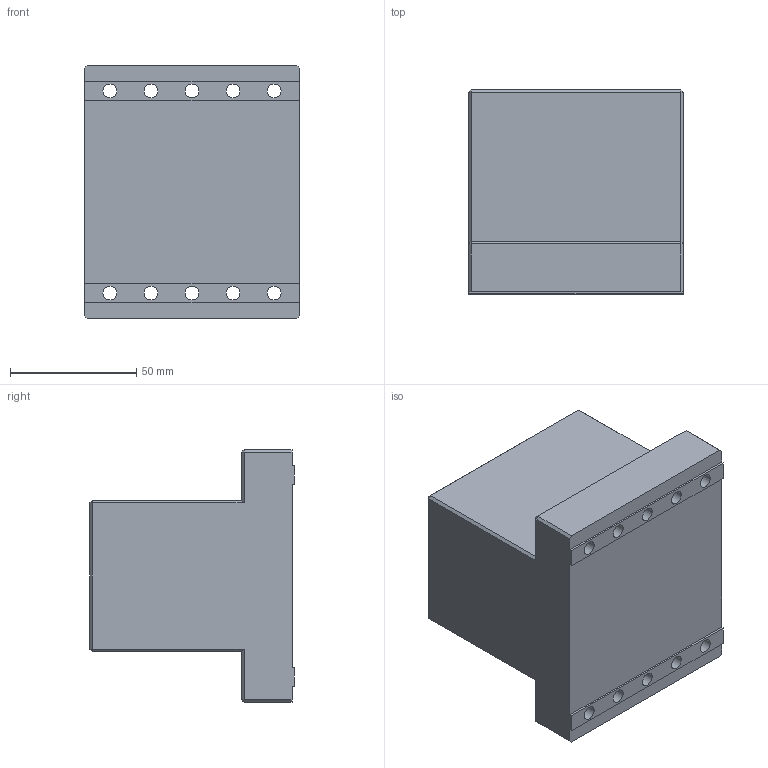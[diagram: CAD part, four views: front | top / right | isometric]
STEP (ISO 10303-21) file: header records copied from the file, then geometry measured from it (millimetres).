
FILE_DESCRIPTION(/* description */ (''),/* implementation_level */ '2;1');
FILE_NAME(/* name */ 'P003-P043.stp',/* time_stamp */ '2024-06-02T21:34:10+02:00',/* author */ ('thoma'),/* organization */ (''),/* preprocessor_version */ 'ST-DEVELOPER v20',/* originating_system */ 'Autodesk Inventor 2024',/* authorisation */ '');
FILE_SCHEMA (('AUTOMOTIVE_DESIGN { 1 0 10303 214 3 1 1 }'));
Length unit declared in the file: millimetre
Products named in the file (1): P003-P043
Bounding box: 85 x 80.8 x 100 mm (x, y, z)
Volume: 470005.8 mm3; surface area: 46274.8 mm2
Topology: 1 solids, 1 shells, 62 faces, 148 edges, 88 vertices
Faces by surface type: plane 44, cylinder 14, cone 4
Full cylindrical faces by diameter (mm): 4.134 x4, 5.5 x10
Entity records: 1807 total; most frequent: DIRECTION 298, CARTESIAN_POINT 295, ORIENTED_EDGE 288, EDGE_CURVE 144, LINE 116, VECTOR 116, AXIS2_PLACEMENT_3D 91, VERTEX_POINT 88
